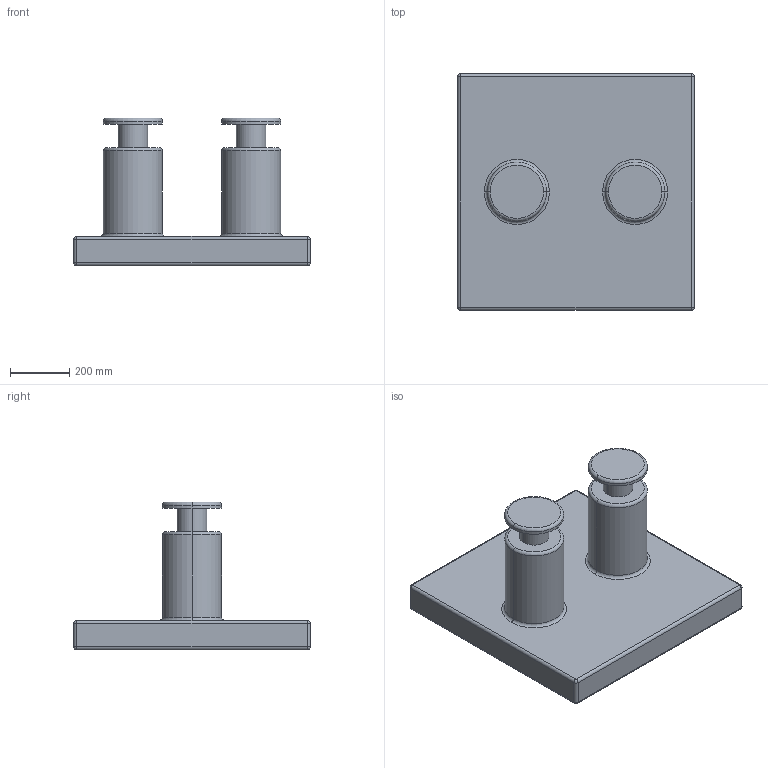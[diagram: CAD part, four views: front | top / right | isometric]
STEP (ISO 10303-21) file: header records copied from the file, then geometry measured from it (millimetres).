
FILE_DESCRIPTION (( 'STEP AP203' ), '1' );
FILE_NAME ('base2_默认_sldprt.STEP', '2018-06-17T06:01:44', ( '' ), ( '' ), 'SwSTEP 2.0', 'SolidWorks 2016', '' );
FILE_SCHEMA (( 'CONFIG_CONTROL_DESIGN' ));
Length unit declared in the file: millimetre
Products named in the file (1): base2_默认_sldprt
Bounding box: 800 x 800 x 500 mm (x, y, z)
Volume: 85193079.5 mm3; surface area: 2101068.4 mm2
Topology: 1 solids, 1 shells, 56 faces, 116 edges, 60 vertices
Faces by surface type: cylinder 24, torus 12, plane 12, sphere 8
Entity records: 1493 total; most frequent: DIRECTION 294, CARTESIAN_POINT 225, ORIENTED_EDGE 216, AXIS2_PLACEMENT_3D 129, EDGE_CURVE 108, CIRCLE 72, EDGE_LOOP 62, VERTEX_POINT 60
